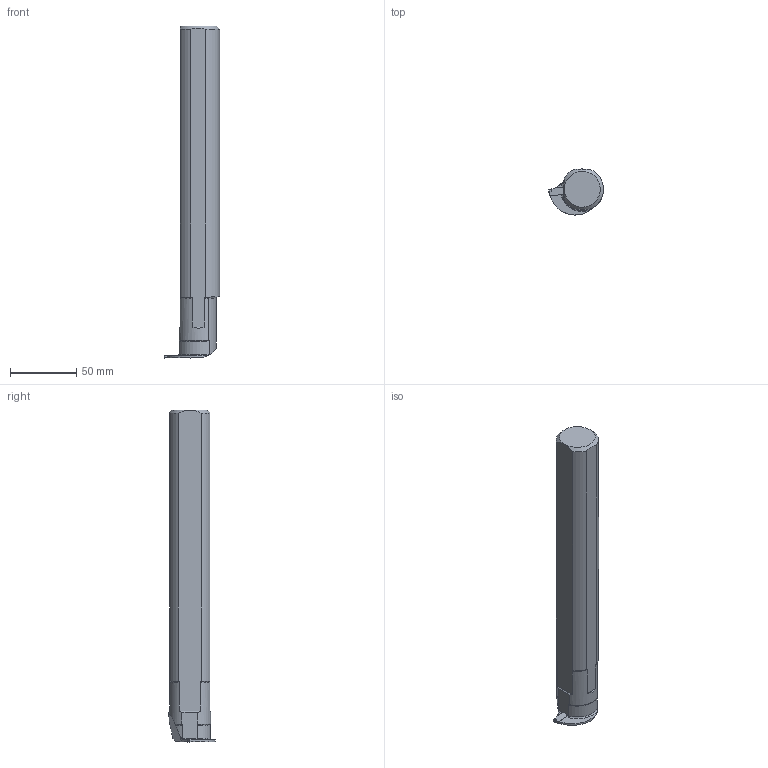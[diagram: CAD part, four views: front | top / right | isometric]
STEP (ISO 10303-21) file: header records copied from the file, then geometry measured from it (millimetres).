
FILE_DESCRIPTION(/* description */ (''),/* implementation_level */ '2;1');
FILE_NAME(/* name */ 'TOOLASSEMBLY_1.STP',/* time_stamp */ '2024-07-03T13:52:58+02:00',/* author */ (''),/* organization */ ('SMS'),/* preprocessor_version */ 'ST-DEVELOPER v16.7',/* originating_system */ 'SIEMENS PLM Software NX 12.0',/* authorisation */ '');
FILE_SCHEMA (('AUTOMOTIVE_DESIGN { 1 0 10303 214 3 1 1 1 }'));
Length unit declared in the file: millimetre
Products named in the file (4): ASSEMBLY_CONSTRUCTION; CUT_20240703135053; NOCUT_20240703135008; TOOLASSEMBLY_1
Assembly tree (3 placements, depth 2):
  TOOLASSEMBLY_1
    NOCUT_20240703135008
    CUT_20240703135053
    ASSEMBLY_CONSTRUCTION
Bounding box: 41.5 x 34.67 x 250 mm (x, y, z)
Volume: 186019.6 mm3; surface area: 26451.2 mm2
Topology: 2 solids, 2 shells, 117 faces, 308 edges, 199 vertices
Faces by surface type: plane 45, bspline 32, cylinder 29, torus 10, cone 1
Entity records: 4734 total; most frequent: CARTESIAN_POINT 1979, ORIENTED_EDGE 610, DIRECTION 476, EDGE_CURVE 305, VERTEX_POINT 193, AXIS2_PLACEMENT_3D 173, LINE 130, VECTOR 130
